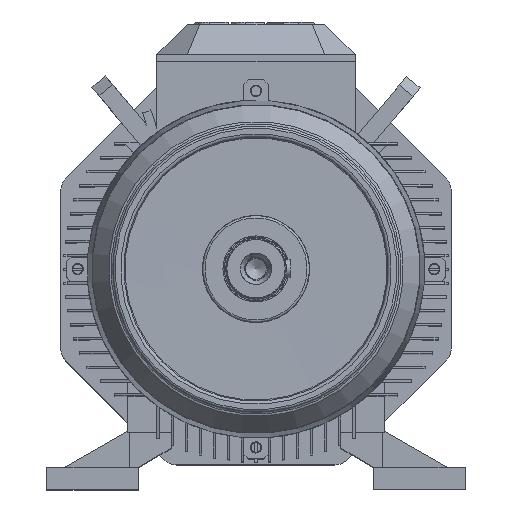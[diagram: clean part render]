
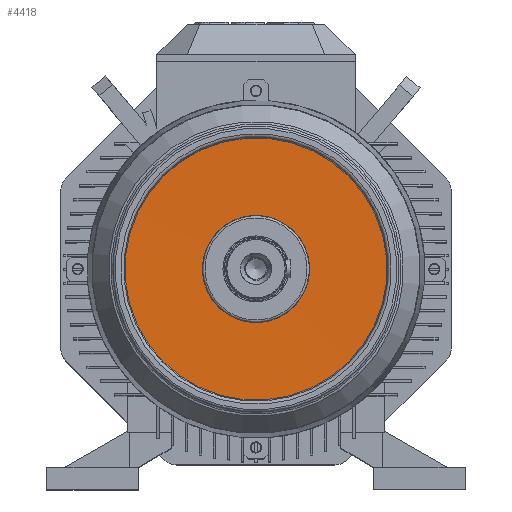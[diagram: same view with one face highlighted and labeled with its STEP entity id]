
A CAD part, top view. The second image highlights one B-rep face of the part: STEP entity #4418.
In plain terms, the highlighted conical face has half-angle 89.672 degrees and reference radius 112.093 mm.
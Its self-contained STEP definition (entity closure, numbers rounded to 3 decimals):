
#4384=CARTESIAN_POINT('',(20.389,-44.225,63.483));
#4385=VERTEX_POINT('',#4384);
#4386=CARTESIAN_POINT('',(0.,0.,63.483));
#4387=DIRECTION('',(0.,0.,1.));
#4388=DIRECTION('',(-0.161,-0.987,0.));
#4389=AXIS2_PLACEMENT_3D('',#4386,#4387,#4388);
#4390=CIRCLE('',#4389,48.698);
#4391=EDGE_CURVE('',#4385,#4385,#4390,.T.);
#4399=CARTESIAN_POINT('',(0.,0.,63.845));
#4400=DIRECTION('',(0.,0.,1.0));
#4401=DIRECTION('',(0.855,-0.519,0.));
#4402=AXIS2_PLACEMENT_3D('',#4399,#4400,#4401);
#4403=CONICAL_SURFACE('',#4402,112.093,89.672);
#4404=CARTESIAN_POINT('',(49.88,-108.193,63.886));
#4405=VERTEX_POINT('',#4404);
#4406=CARTESIAN_POINT('',(0.,0.,63.886));
#4407=DIRECTION('',(0.0,0.0,1.));
#4408=DIRECTION('',(-0.161,-0.987,0.0));
#4409=AXIS2_PLACEMENT_3D('',#4406,#4407,#4408);
#4410=CIRCLE('',#4409,119.137);
#4411=EDGE_CURVE('',#4405,#4405,#4410,.T.);
#4412=ORIENTED_EDGE('',*,*,#4411,.T.);
#4413=EDGE_LOOP('',(#4412));
#4414=FACE_OUTER_BOUND('',#4413,.T.);
#4415=ORIENTED_EDGE('',*,*,#4391,.F.);
#4416=EDGE_LOOP('',(#4415));
#4417=FACE_BOUND('',#4416,.T.);
#4418=ADVANCED_FACE('',(#4414,#4417),#4403,.F.);
